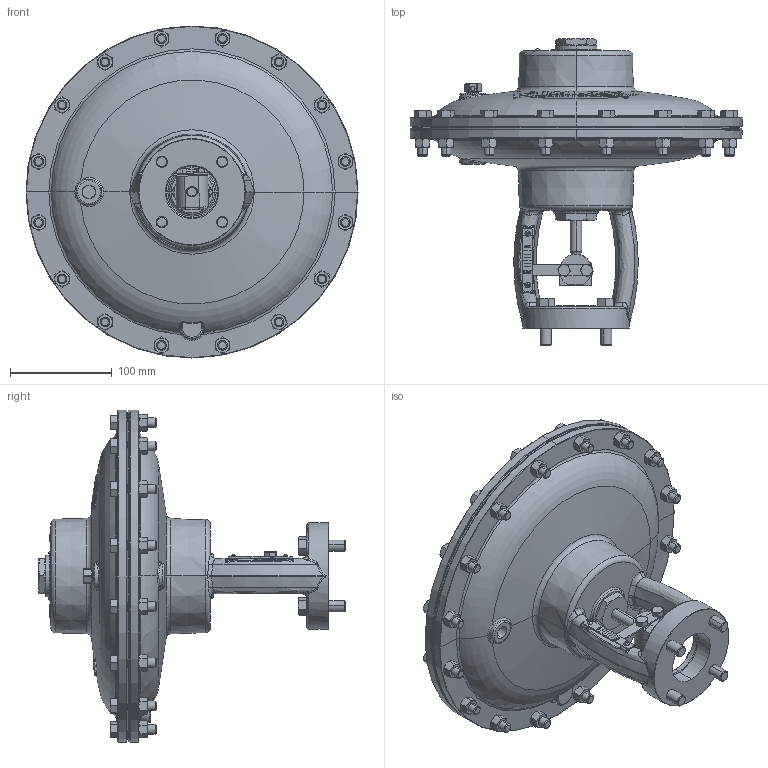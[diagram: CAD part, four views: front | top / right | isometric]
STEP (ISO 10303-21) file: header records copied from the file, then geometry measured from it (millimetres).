
FILE_DESCRIPTION (( 'STEP AP203' ), '1' );
FILE_NAME ('2 INCH HPCV TOP WORKS (EBT).STEP', '2017-05-24T16:00:16', ( '' ), ( '' ), 'SwSTEP 2.0', 'SolidWorks 2016', '' );
FILE_SCHEMA (( 'CONFIG_CONTROL_DESIGN' ));
Length unit declared in the file: inch
Products named in the file (1): 2 INCH HPCV TOP WORKS (EBT)
Bounding box: 327.02 x 301.96 x 327.02 mm (x, y, z)
Volume: 4465692.6 mm3; surface area: 449792.4 mm2
Topology: 2 solids, 23 shells, 2476 faces, 6195 edges, 3902 vertices
Faces by surface type: plane 1115, cone 480, bspline 461, cylinder 249, torus 121, sphere 50
Entity records: 103016 total; most frequent: CARTESIAN_POINT 48363, ORIENTED_EDGE 12342, DIRECTION 9706, EDGE_CURVE 6171, VERTEX_POINT 3902, AXIS2_PLACEMENT_3D 3616, EDGE_LOOP 2683, FACE_OUTER_BOUND 2476
